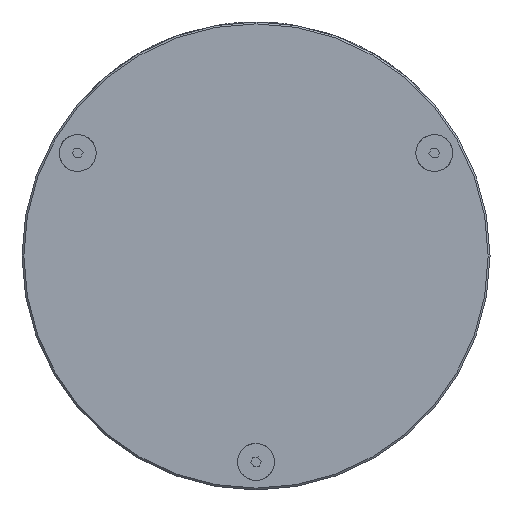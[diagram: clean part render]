
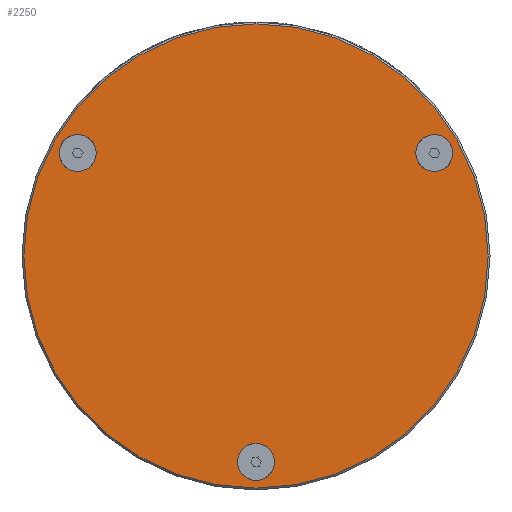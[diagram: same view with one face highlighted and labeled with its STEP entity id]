
A CAD part, front view. The second image highlights one B-rep face of the part: STEP entity #2250.
In plain terms, the highlighted planar face has unit normal (0, -1, 0).
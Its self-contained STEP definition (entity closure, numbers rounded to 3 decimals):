
#82 = PLANE ( 'NONE',  #3811 ) ;
#172 = AXIS2_PLACEMENT_3D ( 'NONE', #2105, #939, #2409 ) ;
#205 = EDGE_LOOP ( 'NONE', ( #2673, #418 ) ) ;
#220 = VERTEX_POINT ( 'NONE', #3796 ) ;
#233 = EDGE_CURVE ( 'NONE', #1939, #220, #3704, .T. ) ;
#418 = ORIENTED_EDGE ( 'NONE', *, *, #1600, .T. ) ;
#441 = AXIS2_PLACEMENT_3D ( 'NONE', #3826, #3246, #3836 ) ;
#475 = CIRCLE ( 'NONE', #1957, 31.496 ) ;
#605 = DIRECTION ( 'NONE',  ( 0., 0., 1. ) ) ;
#671 = CIRCLE ( 'NONE', #3022, 2.502 ) ;
#753 = VERTEX_POINT ( 'NONE', #2549 ) ;
#818 = DIRECTION ( 'NONE',  ( 0., -1., 0. ) ) ;
#830 = DIRECTION ( 'NONE',  ( 0., 0., 1. ) ) ;
#844 = ORIENTED_EDGE ( 'NONE', *, *, #2791, .F. ) ;
#933 = CARTESIAN_POINT ( 'NONE',  ( -2.289, -13.307, -0.882 ) ) ;
#939 = DIRECTION ( 'NONE',  ( 0., -1., 0. ) ) ;
#1061 = VERTEX_POINT ( 'NONE', #2922 ) ;
#1122 = EDGE_LOOP ( 'NONE', ( #3478, #3180 ) ) ;
#1150 = CARTESIAN_POINT ( 'NONE',  ( -26.485, -13.307, 15.59 ) ) ;
#1195 = DIRECTION ( 'NONE',  ( 0., 0., 1. ) ) ;
#1264 = CARTESIAN_POINT ( 'NONE',  ( -2.289, -13.307, -26.32 ) ) ;
#1280 = CARTESIAN_POINT ( 'NONE',  ( 21.908, -13.307, 10.586 ) ) ;
#1288 = VERTEX_POINT ( 'NONE', #1280 ) ;
#1368 = VERTEX_POINT ( 'NONE', #3713 ) ;
#1427 = ORIENTED_EDGE ( 'NONE', *, *, #1810, .F. ) ;
#1442 = CIRCLE ( 'NONE', #2656, 2.502 ) ;
#1484 = EDGE_CURVE ( 'NONE', #753, #1288, #1442, .T. ) ;
#1489 = DIRECTION ( 'NONE',  ( 0., -1., 0. ) ) ;
#1540 = CIRCLE ( 'NONE', #1674, 2.502 ) ;
#1570 = CIRCLE ( 'NONE', #3650, 2.502 ) ;
#1600 = EDGE_CURVE ( 'NONE', #220, #1939, #475, .T. ) ;
#1618 = DIRECTION ( 'NONE',  ( 0., -1., 0. ) ) ;
#1674 = AXIS2_PLACEMENT_3D ( 'NONE', #2609, #818, #830 ) ;
#1700 = EDGE_CURVE ( 'NONE', #1061, #2572, #1540, .T. ) ;
#1810 = EDGE_CURVE ( 'NONE', #1368, #2810, #671, .T. ) ;
#1842 = AXIS2_PLACEMENT_3D ( 'NONE', #2169, #3361, #2012 ) ;
#1889 = CARTESIAN_POINT ( 'NONE',  ( -2.289, -13.307, -0.882 ) ) ;
#1939 = VERTEX_POINT ( 'NONE', #2229 ) ;
#1957 = AXIS2_PLACEMENT_3D ( 'NONE', #933, #1489, #605 ) ;
#2012 = DIRECTION ( 'NONE',  ( 0., 0., 1. ) ) ;
#2066 = DIRECTION ( 'NONE',  ( 0., 0., 1. ) ) ;
#2072 = DIRECTION ( 'NONE',  ( 0., -1., 0. ) ) ;
#2105 = CARTESIAN_POINT ( 'NONE',  ( -26.485, -13.307, 13.088 ) ) ;
#2145 = DIRECTION ( 'NONE',  ( 0., -1., 0. ) ) ;
#2169 = CARTESIAN_POINT ( 'NONE',  ( 21.908, -13.307, 13.088 ) ) ;
#2187 = FACE_BOUND ( 'NONE', #1122, .T. ) ;
#2198 = EDGE_CURVE ( 'NONE', #2572, #1061, #2498, .T. ) ;
#2209 = ORIENTED_EDGE ( 'NONE', *, *, #1484, .F. ) ;
#2225 = CARTESIAN_POINT ( 'NONE',  ( -2.289, -13.307, -28.822 ) ) ;
#2229 = CARTESIAN_POINT ( 'NONE',  ( -2.289, -13.307, -32.378 ) ) ;
#2250 = ADVANCED_FACE ( 'NONE', ( #3442, #2571, #2187, #3760 ), #82, .T. ) ;
#2311 = EDGE_CURVE ( 'NONE', #2810, #1368, #1570, .T. ) ;
#2350 = CARTESIAN_POINT ( 'NONE',  ( -2.289, -13.307, -28.822 ) ) ;
#2409 = DIRECTION ( 'NONE',  ( 0., 0., 1. ) ) ;
#2439 = ORIENTED_EDGE ( 'NONE', *, *, #2311, .F. ) ;
#2450 = DIRECTION ( 'NONE',  ( 0., 0., 1. ) ) ;
#2498 = CIRCLE ( 'NONE', #172, 2.502 ) ;
#2549 = CARTESIAN_POINT ( 'NONE',  ( 21.908, -13.307, 15.59 ) ) ;
#2571 = FACE_BOUND ( 'NONE', #2976, .T. ) ;
#2572 = VERTEX_POINT ( 'NONE', #1150 ) ;
#2580 = CARTESIAN_POINT ( 'NONE',  ( 21.908, -13.307, 13.088 ) ) ;
#2609 = CARTESIAN_POINT ( 'NONE',  ( -26.485, -13.307, 13.088 ) ) ;
#2656 = AXIS2_PLACEMENT_3D ( 'NONE', #2580, #2873, #2066 ) ;
#2673 = ORIENTED_EDGE ( 'NONE', *, *, #233, .T. ) ;
#2791 = EDGE_CURVE ( 'NONE', #1288, #753, #3492, .T. ) ;
#2810 = VERTEX_POINT ( 'NONE', #1264 ) ;
#2864 = DIRECTION ( 'NONE',  ( 0., 0., 1. ) ) ;
#2873 = DIRECTION ( 'NONE',  ( 0., -1., 0. ) ) ;
#2922 = CARTESIAN_POINT ( 'NONE',  ( -26.485, -13.307, 10.586 ) ) ;
#2976 = EDGE_LOOP ( 'NONE', ( #2209, #844 ) ) ;
#3022 = AXIS2_PLACEMENT_3D ( 'NONE', #2350, #2072, #1195 ) ;
#3180 = ORIENTED_EDGE ( 'NONE', *, *, #1700, .F. ) ;
#3246 = DIRECTION ( 'NONE',  ( 0., -1., 0. ) ) ;
#3361 = DIRECTION ( 'NONE',  ( 0., -1., 0. ) ) ;
#3434 = EDGE_LOOP ( 'NONE', ( #2439, #1427 ) ) ;
#3442 = FACE_OUTER_BOUND ( 'NONE', #205, .T. ) ;
#3478 = ORIENTED_EDGE ( 'NONE', *, *, #2198, .F. ) ;
#3492 = CIRCLE ( 'NONE', #1842, 2.502 ) ;
#3650 = AXIS2_PLACEMENT_3D ( 'NONE', #2225, #1618, #2864 ) ;
#3704 = CIRCLE ( 'NONE', #441, 31.496 ) ;
#3713 = CARTESIAN_POINT ( 'NONE',  ( -2.289, -13.307, -31.324 ) ) ;
#3760 = FACE_BOUND ( 'NONE', #3434, .T. ) ;
#3796 = CARTESIAN_POINT ( 'NONE',  ( -2.289, -13.307, 30.614 ) ) ;
#3811 = AXIS2_PLACEMENT_3D ( 'NONE', #1889, #2145, #2450 ) ;
#3826 = CARTESIAN_POINT ( 'NONE',  ( -2.289, -13.307, -0.882 ) ) ;
#3836 = DIRECTION ( 'NONE',  ( 0., 0., 1. ) ) ;
